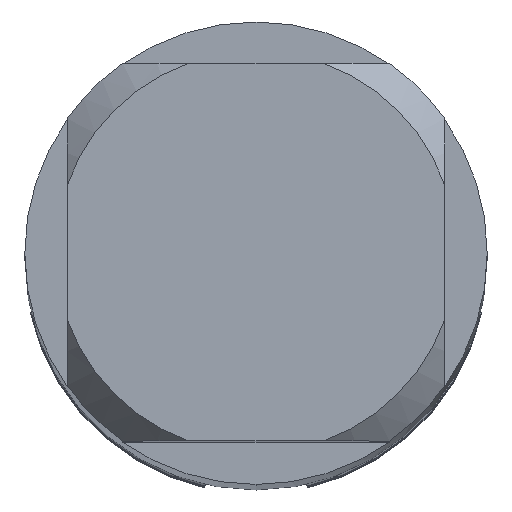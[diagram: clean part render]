
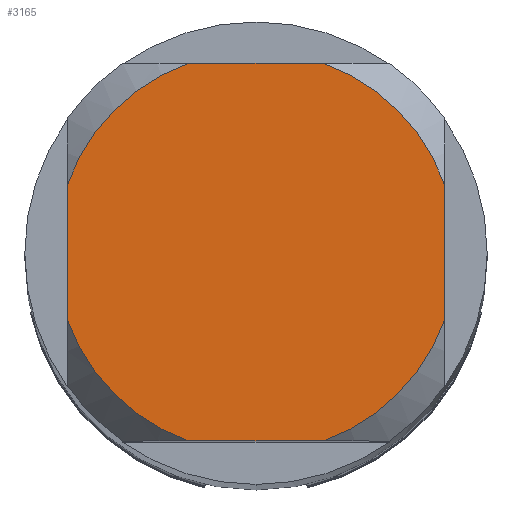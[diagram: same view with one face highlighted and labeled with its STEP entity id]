
A CAD part, top view. The second image highlights one B-rep face of the part: STEP entity #3165.
In plain terms, the highlighted planar face has unit normal (0, 0, 1).
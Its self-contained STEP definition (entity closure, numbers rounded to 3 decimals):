
#2949=VERTEX_POINT('',#8372);
#3165=ADVANCED_FACE('',(#8609),#8610,.T.);
#3221=VERTEX_POINT('',#8669);
#3755=EDGE_CURVE('',#7707,#5577,#9243,.T.);
#4309=VERTEX_POINT('',#9844);
#4383=EDGE_CURVE('',#3221,#6841,#9927,.T.);
#5167=EDGE_CURVE('',#3221,#4309,#10793,.T.);
#5525=VERTEX_POINT('',#11173);
#5577=VERTEX_POINT('',#11226);
#6291=EDGE_CURVE('',#2949,#7351,#12000,.T.);
#6841=VERTEX_POINT('',#12594);
#6981=EDGE_CURVE('',#7707,#4309,#12747,.T.);
#7351=VERTEX_POINT('',#13149);
#7707=VERTEX_POINT('',#13540);
#7819=EDGE_CURVE('',#5525,#7351,#13657,.T.);
#7883=EDGE_CURVE('',#5525,#6841,#13725,.T.);
#8099=EDGE_CURVE('',#2949,#5577,#13959,.T.);
#8372=CARTESIAN_POINT('',(-0.87,-2.45,0.0));
#8609=FACE_OUTER_BOUND('',#14955,.T.);
#8610=PLANE('',#14956);
#8669=CARTESIAN_POINT('',(0.87,2.45,0.0));
#9243=CIRCLE('',#16221,2.6);
#9844=CARTESIAN_POINT('',(2.45,0.87,0.0));
#9927=LINE('',#17342,#17343);
#10793=CIRCLE('',#18988,2.6);
#11173=CARTESIAN_POINT('',(-2.45,0.87,0.0));
#11226=CARTESIAN_POINT('',(0.87,-2.45,0.0));
#12000=CIRCLE('',#21332,2.6);
#12594=CARTESIAN_POINT('',(-0.87,2.45,0.0));
#12747=LINE('',#22722,#22723);
#13149=CARTESIAN_POINT('',(-2.45,-0.87,0.0));
#13540=CARTESIAN_POINT('',(2.45,-0.87,0.0));
#13657=LINE('',#24516,#24517);
#13725=CIRCLE('',#24670,2.6);
#13959=LINE('',#25091,#25092);
#14955=EDGE_LOOP('',(#25610,#25611,#25612,#25613,#25614,#25615,#25616,#25617));
#14956=AXIS2_PLACEMENT_3D('',#25618,#25619,#25620);
#16221=AXIS2_PLACEMENT_3D('',#26298,#26299,#26300);
#17342=CARTESIAN_POINT('',(0.0,2.45,0.0));
#17343=VECTOR('',#26990,1.0);
#18988=AXIS2_PLACEMENT_3D('',#28068,#28069,#28070);
#21332=AXIS2_PLACEMENT_3D('',#29267,#29268,#29269);
#22722=CARTESIAN_POINT('',(2.45,0.65,0.0));
#22723=VECTOR('',#30012,1.0);
#24516=CARTESIAN_POINT('',(-2.45,0.65,0.0));
#24517=VECTOR('',#31019,1.0);
#24670=AXIS2_PLACEMENT_3D('',#31078,#31079,#31080);
#25091=CARTESIAN_POINT('',(0.0,-2.45,0.0));
#25092=VECTOR('',#31302,1.0);
#25610=ORIENTED_EDGE('',*,*,#7819,.T.);
#25611=ORIENTED_EDGE('',*,*,#6291,.F.);
#25612=ORIENTED_EDGE('',*,*,#8099,.T.);
#25613=ORIENTED_EDGE('',*,*,#3755,.F.);
#25614=ORIENTED_EDGE('',*,*,#6981,.T.);
#25615=ORIENTED_EDGE('',*,*,#5167,.F.);
#25616=ORIENTED_EDGE('',*,*,#4383,.T.);
#25617=ORIENTED_EDGE('',*,*,#7883,.F.);
#25618=CARTESIAN_POINT('',(0.0,1.3,0.0));
#25619=DIRECTION('',(-0.0,0.0,1.0));
#25620=DIRECTION('',(0.0,-1.0,0.0));
#26298=CARTESIAN_POINT('',(0.0,0.0,0.0));
#26299=DIRECTION('',(0.0,0.0,-1.0));
#26300=DIRECTION('',(0.0,1.0,0.0));
#26990=DIRECTION('',(-1.0,0.0,0.0));
#28068=CARTESIAN_POINT('',(0.0,0.0,0.0));
#28069=DIRECTION('',(0.0,0.0,-1.0));
#28070=DIRECTION('',(0.0,1.0,0.0));
#29267=CARTESIAN_POINT('',(0.0,0.0,0.0));
#29268=DIRECTION('',(0.0,0.0,-1.0));
#29269=DIRECTION('',(0.0,1.0,0.0));
#30012=DIRECTION('',(-0.0,1.0,0.0));
#31019=DIRECTION('',(-0.0,-1.0,0.0));
#31078=CARTESIAN_POINT('',(0.0,0.0,0.0));
#31079=DIRECTION('',(0.0,0.0,-1.0));
#31080=DIRECTION('',(0.0,1.0,0.0));
#31302=DIRECTION('',(1.0,0.0,0.0));
